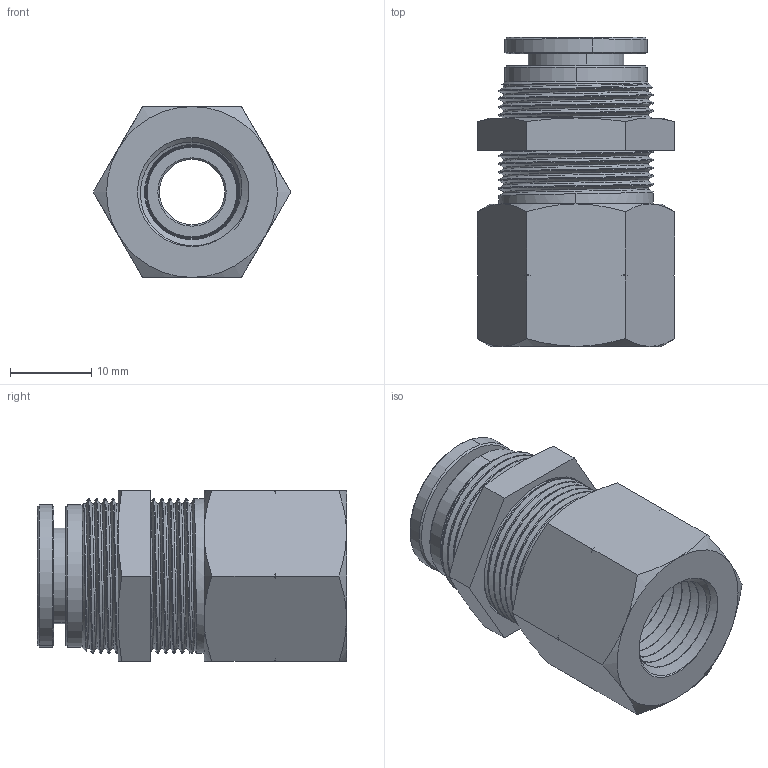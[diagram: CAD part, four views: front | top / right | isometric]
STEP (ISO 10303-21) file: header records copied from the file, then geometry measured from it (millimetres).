
FILE_DESCRIPTION (( 'STEP AP214' ), '1' );
FILE_NAME ('BCS3-8N1-4W.STEP', '2018-07-11T20:30:34', ( '' ), ( '' ), 'SwSTEP 2.0', 'SolidWorks 2016', '' );
FILE_SCHEMA (( 'AUTOMOTIVE_DESIGN' ));
Length unit declared in the file: millimetre
Products named in the file (1): BCS3-8N1-4W
Bounding box: 24.25 x 37.97 x 21 mm (x, y, z)
Volume: 8521.8 mm3; surface area: 9254.6 mm2
Topology: 7 solids, 7 shells, 485 faces, 1535 edges, 1070 vertices
Faces by surface type: cone 177, plane 150, cylinder 97, bspline 59, torus 2
Entity records: 32673 total; most frequent: CARTESIAN_POINT 15003, ORIENTED_EDGE 3070, DIRECTION 1944, EDGE_CURVE 1535, VERTEX_POINT 1070, B_SPLINE_CURVE_WITH_KNOTS 796, AXIS2_PLACEMENT_3D 793, EDGE_LOOP 505
